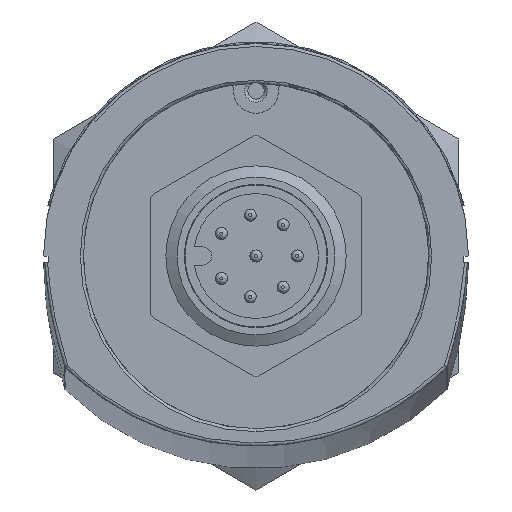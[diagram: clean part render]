
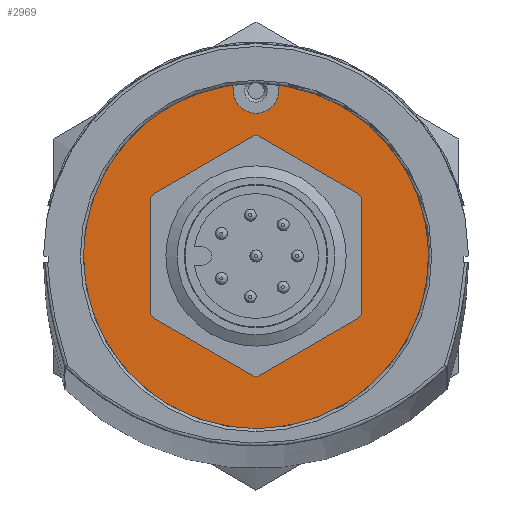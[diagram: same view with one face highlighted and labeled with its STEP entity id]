
A CAD part, left-side view. The second image highlights one B-rep face of the part: STEP entity #2969.
In plain terms, the highlighted planar face has unit normal (-1, 0, 0).
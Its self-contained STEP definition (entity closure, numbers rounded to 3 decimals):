
#2701=CARTESIAN_POINT('',(-62.1,-1.73,11.369));
#2702=VERTEX_POINT('',#2701);
#2703=CARTESIAN_POINT('',(-62.1,-1.5,11.171));
#2704=VERTEX_POINT('',#2703);
#2705=CARTESIAN_POINT('',(-62.1,-1.7,11.171));
#2706=DIRECTION('',(-1.0,0.0,0.0));
#2707=DIRECTION('',(0.0,0.652,0.758));
#2708=AXIS2_PLACEMENT_3D('',#2705,#2706,#2707);
#2709=CIRCLE('',#2708,0.2);
#2710=EDGE_CURVE('',#2702,#2704,#2709,.T.);
#2752=CARTESIAN_POINT('',(-62.1,-1.5,11.));
#2753=VERTEX_POINT('',#2752);
#2760=CARTESIAN_POINT('',(-62.1,-1.5,11.171));
#2761=DIRECTION('',(0.0,0.0,-1.0));
#2762=VECTOR('',#2761,0.171);
#2763=LINE('',#2760,#2762);
#2764=EDGE_CURVE('',#2704,#2753,#2763,.T.);
#2774=CARTESIAN_POINT('',(-62.1,1.5,11.171));
#2775=VERTEX_POINT('',#2774);
#2776=CARTESIAN_POINT('',(-62.1,1.73,11.369));
#2777=VERTEX_POINT('',#2776);
#2778=CARTESIAN_POINT('',(-62.1,1.7,11.171));
#2779=DIRECTION('',(-1.0,0.0,0.0));
#2780=DIRECTION('',(0.0,-0.652,0.758));
#2781=AXIS2_PLACEMENT_3D('',#2778,#2779,#2780);
#2782=CIRCLE('',#2781,0.2);
#2783=EDGE_CURVE('',#2775,#2777,#2782,.T.);
#2817=CARTESIAN_POINT('',(-62.1,0.,0.));
#2818=DIRECTION('',(-1.0,0.0,0.0));
#2819=DIRECTION('',(0.0,1.0,0.0));
#2820=AXIS2_PLACEMENT_3D('',#2817,#2818,#2819);
#2821=CIRCLE('',#2820,11.5);
#2822=EDGE_CURVE('',#2777,#2702,#2821,.T.);
#2909=CARTESIAN_POINT('',(-62.1,1.5,11.));
#2910=VERTEX_POINT('',#2909);
#2917=CARTESIAN_POINT('',(-62.1,0.,11.));
#2918=DIRECTION('',(1.0,0.0,0.0));
#2919=DIRECTION('',(0.0,1.0,0.0));
#2920=AXIS2_PLACEMENT_3D('',#2917,#2918,#2919);
#2921=CIRCLE('',#2920,1.5);
#2922=EDGE_CURVE('',#2753,#2910,#2921,.T.);
#2934=CARTESIAN_POINT('',(-62.1,1.5,11.));
#2935=DIRECTION('',(0.0,0.0,1.0));
#2936=VECTOR('',#2935,0.171);
#2937=LINE('',#2934,#2936);
#2938=EDGE_CURVE('',#2910,#2775,#2937,.T.);
#2945=CARTESIAN_POINT('',(-62.1,0.,0.));
#2946=DIRECTION('',(1.0,0.0,0.0));
#2947=DIRECTION('',(0.0,0.0,-1.0));
#2948=AXIS2_PLACEMENT_3D('',#2945,#2946,#2947);
#2949=PLANE('',#2948);
#2950=ORIENTED_EDGE('',*,*,#2710,.T.);
#2951=ORIENTED_EDGE('',*,*,#2764,.T.);
#2952=ORIENTED_EDGE('',*,*,#2922,.T.);
#2953=ORIENTED_EDGE('',*,*,#2938,.T.);
#2954=ORIENTED_EDGE('',*,*,#2783,.T.);
#2955=ORIENTED_EDGE('',*,*,#2822,.T.);
#2956=EDGE_LOOP('',(#2950,#2951,#2952,#2953,#2954,#2955));
#2957=FACE_OUTER_BOUND('',#2956,.T.);
#2958=CARTESIAN_POINT('',(-62.1,-7.,0.));
#2959=VERTEX_POINT('',#2958);
#2960=CARTESIAN_POINT('',(-62.1,0.,0.));
#2961=DIRECTION('',(1.0,0.0,0.0));
#2962=DIRECTION('',(0.0,1.0,0.0));
#2963=AXIS2_PLACEMENT_3D('',#2960,#2961,#2962);
#2964=CIRCLE('',#2963,7.);
#2965=EDGE_CURVE('',#2959,#2959,#2964,.T.);
#2966=ORIENTED_EDGE('',*,*,#2965,.T.);
#2967=EDGE_LOOP('',(#2966));
#2968=FACE_BOUND('',#2967,.T.);
#2969=ADVANCED_FACE('',(#2957,#2968),#2949,.F.);
